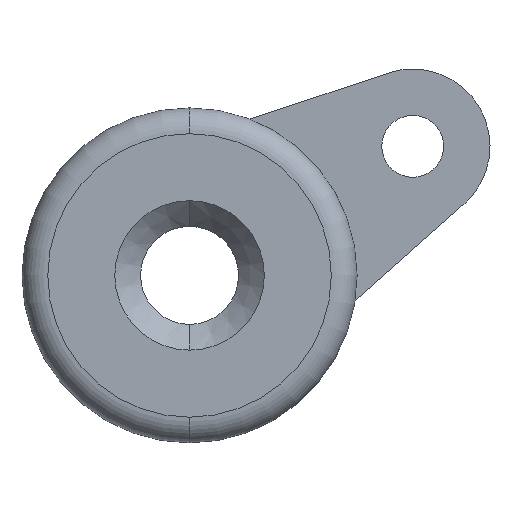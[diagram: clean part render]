
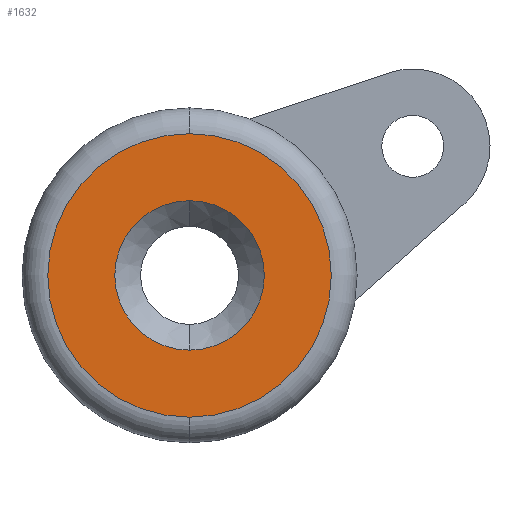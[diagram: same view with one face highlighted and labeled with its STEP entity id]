
A CAD part, front view. The second image highlights one B-rep face of the part: STEP entity #1632.
In plain terms, the highlighted planar face has unit normal (0, -1, 0).
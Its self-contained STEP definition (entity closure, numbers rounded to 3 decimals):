
#82 = CARTESIAN_POINT ( 'NONE',  ( 0., 0., 2.9 ) ) ;
#83 = CARTESIAN_POINT ( 'NONE',  ( 0., 0., -2.9 ) ) ;
#141 = VERTEX_POINT ( 'NONE', #82 ) ;
#142 = VERTEX_POINT ( 'NONE', #83 ) ;
#164 = VERTEX_POINT ( 'NONE', #186 ) ;
#167 = VERTEX_POINT ( 'NONE', #189 ) ;
#186 = CARTESIAN_POINT ( 'NONE',  ( 0., 0., 5.5 ) ) ;
#189 = CARTESIAN_POINT ( 'NONE',  ( 0., 0., -5.5 ) ) ;
#281 = CARTESIAN_POINT ( 'NONE',  ( 0., 0., 0. ) ) ;
#282 = DIRECTION ( 'NONE',  ( 0., -1., 0. ) ) ;
#283 = DIRECTION ( 'NONE',  ( 0., 0., -1. ) ) ;
#293 = CARTESIAN_POINT ( 'NONE',  ( 0., 0., 0. ) ) ;
#294 = DIRECTION ( 'NONE',  ( 0., 1., 0. ) ) ;
#295 = DIRECTION ( 'NONE',  ( 0., 0., -1. ) ) ;
#325 = CARTESIAN_POINT ( 'NONE',  ( 0., 0., 0. ) ) ;
#326 = DIRECTION ( 'NONE',  ( 0., -1., 0. ) ) ;
#328 = DIRECTION ( 'NONE',  ( 0., 0., -1. ) ) ;
#710 = DIRECTION ( 'NONE',  ( 0., 0., -1. ) ) ;
#711 = DIRECTION ( 'NONE',  ( 0., -1., 0. ) ) ;
#712 = CARTESIAN_POINT ( 'NONE',  ( 1.9, 0., 0. ) ) ;
#713 = PLANE ( 'NONE',  #1550 ) ;
#833 = DIRECTION ( 'NONE',  ( 0., 0., -1. ) ) ;
#834 = DIRECTION ( 'NONE',  ( 0., 1., 0. ) ) ;
#835 = CARTESIAN_POINT ( 'NONE',  ( 0., 0., 0. ) ) ;
#867 = CIRCLE ( 'NONE', #1495, 5.5 ) ;
#876 = CIRCLE ( 'NONE', #1484, 2.9 ) ;
#881 = CIRCLE ( 'NONE', #1482, 5.5 ) ;
#1120 = CIRCLE ( 'NONE', #1513, 2.9 ) ;
#1263 = FACE_OUTER_BOUND ( 'NONE', #1924, .T. ) ;
#1297 = FACE_BOUND ( 'NONE', #1722, .T. ) ;
#1396 = EDGE_CURVE ( 'NONE', #164, #167, #881, .T. ) ;
#1401 = EDGE_CURVE ( 'NONE', #142, #141, #876, .T. ) ;
#1411 = EDGE_CURVE ( 'NONE', #167, #164, #867, .T. ) ;
#1454 = EDGE_CURVE ( 'NONE', #141, #142, #1120, .T. ) ;
#1482 = AXIS2_PLACEMENT_3D ( 'NONE', #281, #282, #283 ) ;
#1484 = AXIS2_PLACEMENT_3D ( 'NONE', #293, #294, #295 ) ;
#1495 = AXIS2_PLACEMENT_3D ( 'NONE', #325, #326, #328 ) ;
#1513 = AXIS2_PLACEMENT_3D ( 'NONE', #835, #834, #833 ) ;
#1550 = AXIS2_PLACEMENT_3D ( 'NONE', #712, #711, #710 ) ;
#1632 = ADVANCED_FACE ( 'NONE', ( #1263, #1297 ), #713, .T. ) ;
#1722 = EDGE_LOOP ( 'NONE', ( #1905, #1872 ) ) ;
#1872 = ORIENTED_EDGE ( 'NONE', *, *, #1454, .T. ) ;
#1905 = ORIENTED_EDGE ( 'NONE', *, *, #1401, .T. ) ;
#1907 = ORIENTED_EDGE ( 'NONE', *, *, #1411, .T. ) ;
#1921 = ORIENTED_EDGE ( 'NONE', *, *, #1396, .T. ) ;
#1924 = EDGE_LOOP ( 'NONE', ( #1907, #1921 ) ) ;
